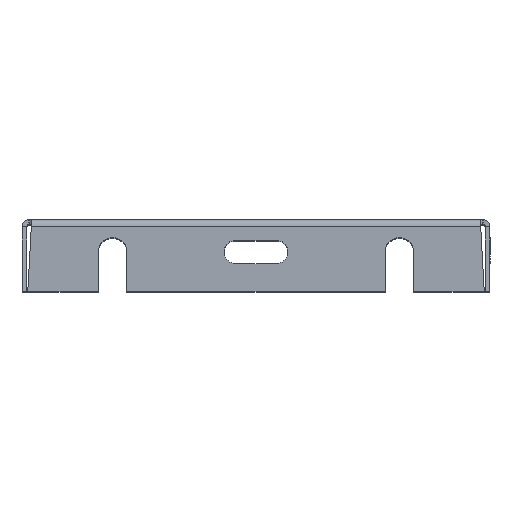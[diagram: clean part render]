
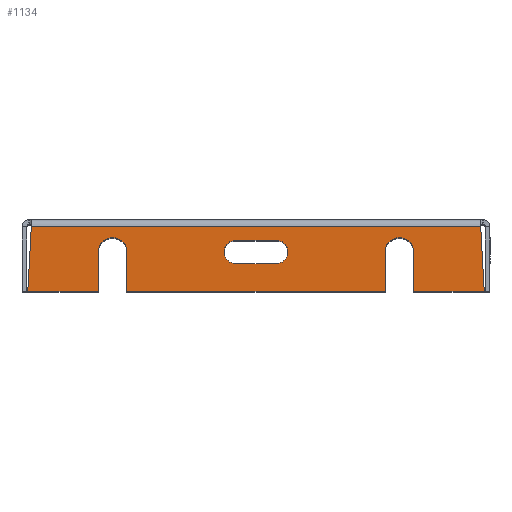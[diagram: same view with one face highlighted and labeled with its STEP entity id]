
A CAD part, top view. The second image highlights one B-rep face of the part: STEP entity #1134.
In plain terms, the highlighted planar face has unit normal (0, 0, 1).
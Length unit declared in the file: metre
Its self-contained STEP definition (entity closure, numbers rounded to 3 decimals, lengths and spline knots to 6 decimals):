
#1134 = ADVANCED_FACE( 'NONE', ( #2423, #2424 ), #2425, .T. );
#2423 = FACE_OUTER_BOUND( '', #4088, .T. );
#2424 = FACE_BOUND( '', #4089, .T. );
#2425 = PLANE( '', #4090 );
#4088 = EDGE_LOOP( '', ( #7714, #7715, #7716, #7717, #7718, #7719, #7720, #7721, #7722, #7723, #7724, #7725 ) );
#4089 = EDGE_LOOP( '', ( #7726, #7727, #7728, #7729 ) );
#4090 = AXIS2_PLACEMENT_3D( '', #7730, #7731, #7732 );
#7714 = ORIENTED_EDGE( '', *, *, #10249, .F. );
#7715 = ORIENTED_EDGE( '', *, *, #9961, .F. );
#7716 = ORIENTED_EDGE( '', *, *, #8833, .T. );
#7717 = ORIENTED_EDGE( '', *, *, #10250, .F. );
#7718 = ORIENTED_EDGE( '', *, *, #9799, .T. );
#7719 = ORIENTED_EDGE( '', *, *, #10041, .T. );
#7720 = ORIENTED_EDGE( '', *, *, #9949, .T. );
#7721 = ORIENTED_EDGE( '', *, *, #9063, .F. );
#7722 = ORIENTED_EDGE( '', *, *, #9917, .T. );
#7723 = ORIENTED_EDGE( '', *, *, #10043, .T. );
#7724 = ORIENTED_EDGE( '', *, *, #9865, .T. );
#7725 = ORIENTED_EDGE( '', *, *, #10058, .F. );
#7726 = ORIENTED_EDGE( '', *, *, #9763, .T. );
#7727 = ORIENTED_EDGE( '', *, *, #9411, .F. );
#7728 = ORIENTED_EDGE( '', *, *, #9985, .T. );
#7729 = ORIENTED_EDGE( '', *, *, #9030, .F. );
#7730 = CARTESIAN_POINT( '', ( 0.00633, 0.0008, 0.00701 ) );
#7731 = DIRECTION( '', ( 0., 0., 1. ) );
#7732 = DIRECTION( '', ( 1., 0., 0. ) );
#8833 = EDGE_CURVE( 'NONE', #10547, #10544, #10548, .T. );
#9030 = EDGE_CURVE( 'NONE', #10902, #10904, #10905, .T. );
#9063 = EDGE_CURVE( 'NONE', #10959, #10961, #10962, .T. );
#9411 = EDGE_CURVE( 'NONE', #11537, #11539, #11540, .T. );
#9763 = EDGE_CURVE( 'NONE', #10902, #11539, #12099, .T. );
#9799 = EDGE_CURVE( 'NONE', #12151, #12149, #12152, .T. );
#9865 = EDGE_CURVE( 'NONE', #12237, #12241, #12243, .T. );
#9917 = EDGE_CURVE( 'NONE', #10959, #12305, #12307, .T. );
#9949 = EDGE_CURVE( 'NONE', #12345, #10961, #12347, .T. );
#9961 = EDGE_CURVE( 'NONE', #10547, #12363, #12364, .T. );
#9985 = EDGE_CURVE( 'NONE', #11537, #10904, #12395, .T. );
#10041 = EDGE_CURVE( 'NONE', #12149, #12345, #12473, .T. );
#10043 = EDGE_CURVE( 'NONE', #12305, #12237, #12475, .T. );
#10058 = EDGE_CURVE( 'NONE', #12492, #12241, #12494, .T. );
#10249 = EDGE_CURVE( 'NONE', #12363, #12492, #12717, .T. );
#10250 = EDGE_CURVE( 'NONE', #12151, #10544, #12718, .T. );
#10544 = VERTEX_POINT( 'NONE', #13080 );
#10547 = VERTEX_POINT( 'NONE', #13084 );
#10548 = LINE( '', #13085, #13086 );
#10902 = VERTEX_POINT( 'NONE', #13599 );
#10904 = VERTEX_POINT( 'NONE', #13602 );
#10905 = LINE( '', #13603, #13604 );
#10959 = VERTEX_POINT( 'NONE', #13680 );
#10961 = VERTEX_POINT( 'NONE', #13683 );
#10962 = LINE( '', #13684, #13685 );
#11537 = VERTEX_POINT( 'NONE', #14583 );
#11539 = VERTEX_POINT( 'NONE', #14586 );
#11540 = LINE( '', #14587, #14588 );
#12099 = CIRCLE( '', #15460, 0.000325 );
#12149 = VERTEX_POINT( 'NONE', #15532 );
#12151 = VERTEX_POINT( 'NONE', #15535 );
#12152 = CIRCLE( '', #15536, 0.0004 );
#12237 = VERTEX_POINT( 'NONE', #15663 );
#12241 = VERTEX_POINT( 'NONE', #15669 );
#12243 = LINE( '', #15672, #15673 );
#12305 = VERTEX_POINT( 'NONE', #15765 );
#12307 = CIRCLE( '', #15768, 0.0004 );
#12345 = VERTEX_POINT( 'NONE', #15823 );
#12347 = LINE( '', #15826, #15827 );
#12363 = VERTEX_POINT( 'NONE', #15868 );
#12364 = LINE( '', #15869, #15870 );
#12395 = CIRCLE( '', #15940, 0.000325 );
#12473 = LINE( '', #16091, #16092 );
#12475 = LINE( '', #16094, #16095 );
#12492 = VERTEX_POINT( 'NONE', #16137 );
#12494 = LINE( '', #16140, #16141 );
#12717 = LINE( '', #16506, #16507 );
#12718 = LINE( '', #16508, #16509 );
#13080 = CARTESIAN_POINT( '', ( -0.0044, -0.001, 0.00701 ) );
#13084 = CARTESIAN_POINT( '', ( -0.00637, -0.001, 0.00701 ) );
#13085 = CARTESIAN_POINT( '', ( 0., -0.001, 0.00701 ) );
#13086 = VECTOR( '', #16852, 1. );
#13599 = CARTESIAN_POINT( '', ( -0.000565, -0.000225, 0.00701 ) );
#13602 = CARTESIAN_POINT( '', ( 0.000565, -0.000225, 0.00701 ) );
#13603 = CARTESIAN_POINT( '', ( 0., -0.000225, 0.00701 ) );
#13604 = VECTOR( '', #17025, 1. );
#13680 = CARTESIAN_POINT( '', ( 0.0036, 0.0001, 0.00701 ) );
#13683 = CARTESIAN_POINT( '', ( 0.0036, -0.001, 0.00701 ) );
#13684 = CARTESIAN_POINT( '', ( 0.0036, -0.00045, 0.00701 ) );
#13685 = VECTOR( '', #17055, 1. );
#14583 = CARTESIAN_POINT( '', ( 0.000565, 0.000425, 0.00701 ) );
#14586 = CARTESIAN_POINT( '', ( -0.000565, 0.000425, 0.00701 ) );
#14587 = CARTESIAN_POINT( '', ( 0., 0.000425, 0.00701 ) );
#14588 = VECTOR( '', #17344, 1. );
#15460 = AXIS2_PLACEMENT_3D( '', #17682, #17683, #17684 );
#15532 = CARTESIAN_POINT( '', ( -0.0036, 0.0001, 0.00701 ) );
#15535 = CARTESIAN_POINT( '', ( -0.0044, 0.0001, 0.00701 ) );
#15536 = AXIS2_PLACEMENT_3D( '', #17714, #17715, #17716 );
#15663 = CARTESIAN_POINT( '', ( 0.0044, -0.001, 0.00701 ) );
#15669 = CARTESIAN_POINT( '', ( 0.00637, -0.001, 0.00701 ) );
#15672 = CARTESIAN_POINT( '', ( 0., -0.001, 0.00701 ) );
#15673 = VECTOR( '', #17768, 1. );
#15765 = CARTESIAN_POINT( '', ( 0.0044, 0.0001, 0.00701 ) );
#15768 = AXIS2_PLACEMENT_3D( '', #17812, #17813, #17814 );
#15823 = CARTESIAN_POINT( '', ( -0.0036, -0.001, 0.00701 ) );
#15826 = CARTESIAN_POINT( '', ( 0., -0.001, 0.00701 ) );
#15827 = VECTOR( '', #17833, 1. );
#15868 = CARTESIAN_POINT( '', ( -0.00627, 0.0008, 0.00701 ) );
#15869 = CARTESIAN_POINT( '', ( -0.00632, -0.0001, 0.00701 ) );
#15870 = VECTOR( '', #17839, 1. );
#15940 = AXIS2_PLACEMENT_3D( '', #17852, #17853, #17854 );
#16091 = CARTESIAN_POINT( '', ( -0.0036, -0.00045, 0.00701 ) );
#16092 = VECTOR( '', #17904, 1. );
#16094 = CARTESIAN_POINT( '', ( 0.0044, -0.00045, 0.00701 ) );
#16095 = VECTOR( '', #17905, 1. );
#16137 = CARTESIAN_POINT( '', ( 0.00627, 0.0008, 0.00701 ) );
#16140 = CARTESIAN_POINT( '', ( 0.00632, -0.0001, 0.00701 ) );
#16141 = VECTOR( '', #17913, 1. );
#16506 = CARTESIAN_POINT( '', ( 0.00633, 0.0008, 0.00701 ) );
#16507 = VECTOR( '', #18037, 1. );
#16508 = CARTESIAN_POINT( '', ( -0.0044, -0.00045, 0.00701 ) );
#16509 = VECTOR( '', #18038, 1. );
#16852 = DIRECTION( '', ( 1., 0., 0. ) );
#17025 = DIRECTION( '', ( 1., 0., 0. ) );
#17055 = DIRECTION( '', ( 0., -1., 0. ) );
#17344 = DIRECTION( '', ( -1., 0., 0. ) );
#17682 = CARTESIAN_POINT( '', ( -0.000565, 0.0001, 0.00701 ) );
#17683 = DIRECTION( '', ( 0., 0., -1. ) );
#17684 = DIRECTION( '', ( 1., 0., 0. ) );
#17714 = CARTESIAN_POINT( '', ( -0.004, 0.0001, 0.00701 ) );
#17715 = DIRECTION( '', ( 0., 0., -1. ) );
#17716 = DIRECTION( '', ( 1., 0., 0. ) );
#17768 = DIRECTION( '', ( 1., 0., 0. ) );
#17812 = CARTESIAN_POINT( '', ( 0.004, 0.0001, 0.00701 ) );
#17813 = DIRECTION( '', ( 0., 0., -1. ) );
#17814 = DIRECTION( '', ( 1., 0., 0. ) );
#17833 = DIRECTION( '', ( 1., 0., 0. ) );
#17839 = DIRECTION( '', ( 0.056, 0.998, 0. ) );
#17852 = CARTESIAN_POINT( '', ( 0.000565, 0.0001, 0.00701 ) );
#17853 = DIRECTION( '', ( 0., 0., -1. ) );
#17854 = DIRECTION( '', ( 1., 0., 0. ) );
#17904 = DIRECTION( '', ( 0., -1., 0. ) );
#17905 = DIRECTION( '', ( 0., -1., 0. ) );
#17913 = DIRECTION( '', ( 0.056, -0.998, 0. ) );
#18037 = DIRECTION( '', ( 1., 0., 0. ) );
#18038 = DIRECTION( '', ( 0., -1., 0. ) );
